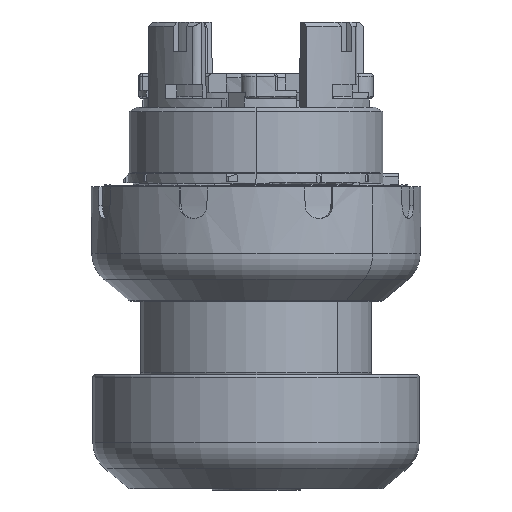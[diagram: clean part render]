
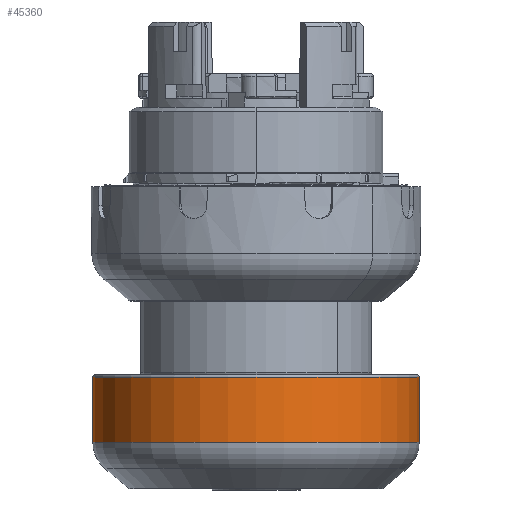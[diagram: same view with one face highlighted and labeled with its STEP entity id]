
A CAD part, left-side view. The second image highlights one B-rep face of the part: STEP entity #45360.
In plain terms, the highlighted cylindrical face has radius 19.3 mm (diameter 38.6 mm), a partial arc.
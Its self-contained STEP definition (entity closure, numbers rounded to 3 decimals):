
#20 = EDGE_CURVE ( 'Defeature ausgef�hrt2_301+Defeature ausgef�hrt2_305+Defeature ausgef�hrt2_305+Defeature ausgef�hrt2_305', #29880, #13259, #66648, .T. ) ;
#1150 = DIRECTION ( 'NONE',  ( 0., 0., -1. ) ) ;
#3735 = EDGE_CURVE ( 'NONE', #13259, #20762, #87219, .T. ) ;
#5772 = CARTESIAN_POINT ( 'NONE',  ( 0., 0., -30.332 ) ) ;
#8424 = DIRECTION ( 'NONE',  ( 0., 0., -1. ) ) ;
#10442 = FACE_OUTER_BOUND ( 'NONE', #13570, .T. ) ;
#10804 = EDGE_CURVE ( 'NONE', #29880, #82208, #51780, .T. ) ;
#13259 = VERTEX_POINT ( 'NONE', #64692 ) ;
#13570 = EDGE_LOOP ( 'NONE', ( #63484, #42099, #71859, #62257 ) ) ;
#20762 = VERTEX_POINT ( 'NONE', #35029 ) ;
#26268 = AXIS2_PLACEMENT_3D ( 'NONE', #5772, #88431, #33255 ) ;
#29820 = DIRECTION ( 'NONE',  ( 0., 0., -1. ) ) ;
#29880 = VERTEX_POINT ( 'NONE', #73256 ) ;
#33255 = DIRECTION ( 'NONE',  ( 0., -1., 0. ) ) ;
#35029 = CARTESIAN_POINT ( 'NONE',  ( 0., 19.3, -30.332 ) ) ;
#35624 = AXIS2_PLACEMENT_3D ( 'NONE', #49581, #1150, #84148 ) ;
#36515 = DIRECTION ( 'NONE',  ( 0., -1., 0. ) ) ;
#40373 = DIRECTION ( 'NONE',  ( 0., 0., -1. ) ) ;
#41730 = EDGE_CURVE ( 'Defeature ausgef�hrt2_302+Defeature ausgef�hrt2_301+Defeature ausgef�hrt2_301+Defeature ausgef�hrt2_301', #82208, #20762, #80513, .T. ) ;
#42099 = ORIENTED_EDGE ( 'NONE', *, *, #3735, .T. ) ;
#45360 = ADVANCED_FACE ( 'Defeature ausgef�hrt2_301', ( #10442 ), #58164, .T. ) ;
#49581 = CARTESIAN_POINT ( 'NONE',  ( 0., 0., -22.6 ) ) ;
#51780 = LINE ( 'NONE', #82808, #59334 ) ;
#58048 = CARTESIAN_POINT ( 'NONE',  ( 0., 0., -37.552 ) ) ;
#58164 = CYLINDRICAL_SURFACE ( 'NONE', #87828, 19.3 ) ;
#59334 = VECTOR ( 'NONE', #40373, 1000. ) ;
#62257 = ORIENTED_EDGE ( 'NONE', *, *, #10804, .F. ) ;
#63484 = ORIENTED_EDGE ( 'NONE', *, *, #20, .T. ) ;
#64692 = CARTESIAN_POINT ( 'NONE',  ( 0., 19.3, -22.6 ) ) ;
#66648 = CIRCLE ( 'NONE', #35624, 19.3 ) ;
#70939 = VECTOR ( 'NONE', #8424, 1000. ) ;
#71859 = ORIENTED_EDGE ( 'NONE', *, *, #41730, .F. ) ;
#73256 = CARTESIAN_POINT ( 'NONE',  ( 0., -19.3, -22.6 ) ) ;
#77482 = CARTESIAN_POINT ( 'NONE',  ( 0., 19.3, -37.552 ) ) ;
#80513 = CIRCLE ( 'NONE', #26268, 19.3 ) ;
#80678 = CARTESIAN_POINT ( 'NONE',  ( 0., -19.3, -30.332 ) ) ;
#82208 = VERTEX_POINT ( 'NONE', #80678 ) ;
#82808 = CARTESIAN_POINT ( 'NONE',  ( 0., -19.3, -37.552 ) ) ;
#84148 = DIRECTION ( 'NONE',  ( 0., -1., 0. ) ) ;
#87219 = LINE ( 'NONE', #77482, #70939 ) ;
#87828 = AXIS2_PLACEMENT_3D ( 'NONE', #58048, #29820, #36515 ) ;
#88431 = DIRECTION ( 'NONE',  ( 0., 0., -1. ) ) ;
